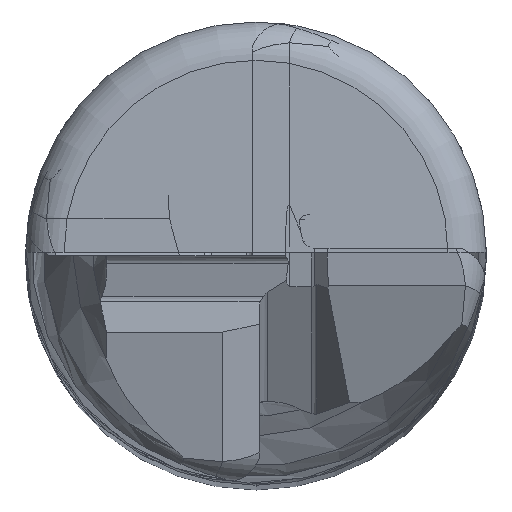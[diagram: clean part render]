
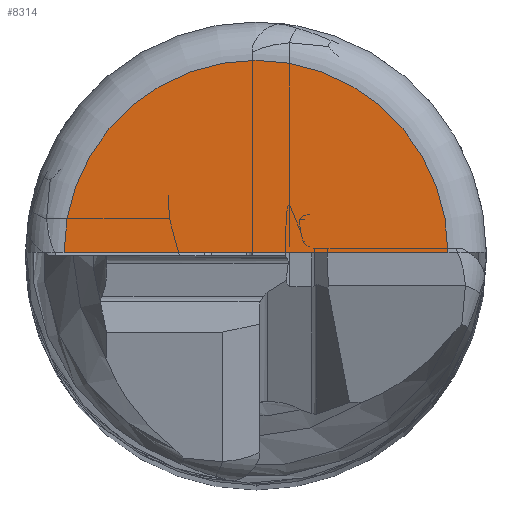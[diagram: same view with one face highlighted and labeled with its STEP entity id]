
A CAD part, top view. The second image highlights one B-rep face of the part: STEP entity #8314.
In plain terms, the highlighted planar face has unit normal (0, 0, 1).
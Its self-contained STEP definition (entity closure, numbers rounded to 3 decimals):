
#8247=DIRECTION('',(-1.,0.,0.));
#8248=VECTOR('',#8247,5.);
#8249=CARTESIAN_POINT('',(2.5,0.,57.));
#8250=LINE('',#8249,#8248);
#8261=CARTESIAN_POINT('',(0.,0.,57.));
#8262=DIRECTION('',(0.,0.,1.));
#8263=DIRECTION('',(1.,0.,0.));
#8264=AXIS2_PLACEMENT_3D('',#8261,#8262,#8263);
#8289=CARTESIAN_POINT('',(-2.5,0.,57.));
#8290=CARTESIAN_POINT('',(2.5,0.,57.));
#8291=VERTEX_POINT('',#8289);
#8292=VERTEX_POINT('',#8290);
#8303=CARTESIAN_POINT('',(0.,0.,57.));
#8304=DIRECTION('',(0.,0.,1.));
#8305=DIRECTION('',(0.,-1.,0.));
#8306=AXIS2_PLACEMENT_3D('',#8303,#8304,#8305);
#8307=PLANE('',#8306);
#8309=ORIENTED_EDGE('',*,*,#8308,.T.);
#8311=ORIENTED_EDGE('',*,*,#8310,.F.);
#8312=EDGE_LOOP('',(#8309,#8311));
#8313=FACE_OUTER_BOUND('',#8312,.F.);
#8265=CIRCLE('',#8264,2.5);
#8308=EDGE_CURVE('',#8292,#8291,#8250,.T.);
#8310=EDGE_CURVE('',#8292,#8291,#8265,.T.);
#8314=ADVANCED_FACE('',(#8313),#8307,.T.);
